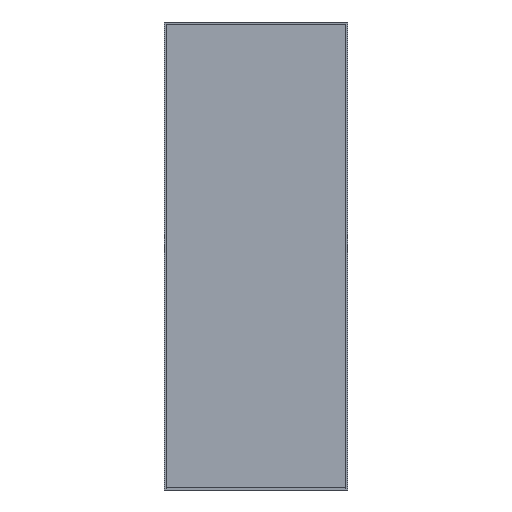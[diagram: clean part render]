
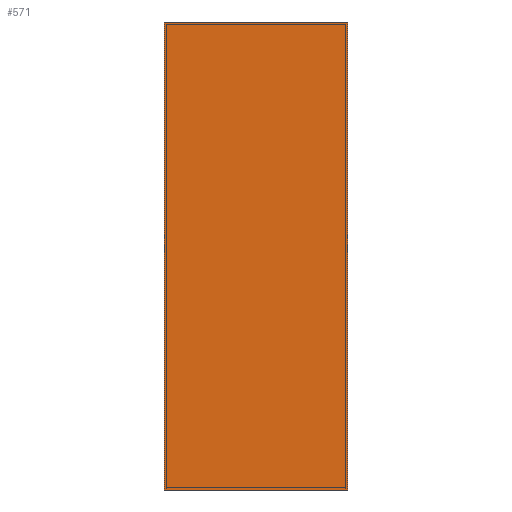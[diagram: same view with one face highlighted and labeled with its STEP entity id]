
A CAD part, left-side view. The second image highlights one B-rep face of the part: STEP entity #571.
In plain terms, the highlighted planar face has unit normal (-1, 0, 0).
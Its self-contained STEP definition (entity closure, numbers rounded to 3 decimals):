
#31=FACE_OUTER_BOUND('',#63,.T.);
#63=EDGE_LOOP('',(#405,#406,#407,#408));
#97=LINE('',#803,#169);
#111=LINE('',#831,#183);
#114=LINE('',#835,#186);
#116=LINE('',#839,#188);
#169=VECTOR('',#660,3.18);
#183=VECTOR('',#682,3.18);
#186=VECTOR('',#687,1.25);
#188=VECTOR('',#693,1.25);
#237=VERTEX_POINT('',#801);
#238=VERTEX_POINT('',#802);
#247=VERTEX_POINT('',#828);
#248=VERTEX_POINT('',#830);
#289=EDGE_CURVE('',#237,#238,#97,.T.);
#303=EDGE_CURVE('',#248,#247,#111,.T.);
#306=EDGE_CURVE('',#248,#237,#114,.T.);
#308=EDGE_CURVE('',#238,#247,#116,.T.);
#405=ORIENTED_EDGE('',*,*,#308,.F.);
#406=ORIENTED_EDGE('',*,*,#289,.F.);
#407=ORIENTED_EDGE('',*,*,#306,.F.);
#408=ORIENTED_EDGE('',*,*,#303,.T.);
#503=PLANE('',#608);
#571=ADVANCED_FACE('',(#31),#503,.T.);
#608=AXIS2_PLACEMENT_3D('',#838,#691,#692);
#660=DIRECTION('',(0.,0.,1.));
#682=DIRECTION('',(0.,0.,1.));
#687=DIRECTION('',(0.,1.,0.));
#691=DIRECTION('center_axis',(-1.,0.,0.));
#692=DIRECTION('ref_axis',(0.,-1.,0.));
#693=DIRECTION('',(0.,-1.,0.));
#801=CARTESIAN_POINT('',(-0.014,1.236,-0.014));
#802=CARTESIAN_POINT('',(-0.014,1.236,3.166));
#803=CARTESIAN_POINT('',(-0.014,1.236,3.152));
#828=CARTESIAN_POINT('',(-0.014,-0.014,3.166));
#830=CARTESIAN_POINT('',(-0.014,-0.014,-0.014));
#831=CARTESIAN_POINT('',(-0.014,-0.014,3.152));
#835=CARTESIAN_POINT('',(-0.014,0.,-0.014));
#838=CARTESIAN_POINT('Origin',(-0.014,1.222,3.152));
#839=CARTESIAN_POINT('',(-0.014,1.236,3.166));
